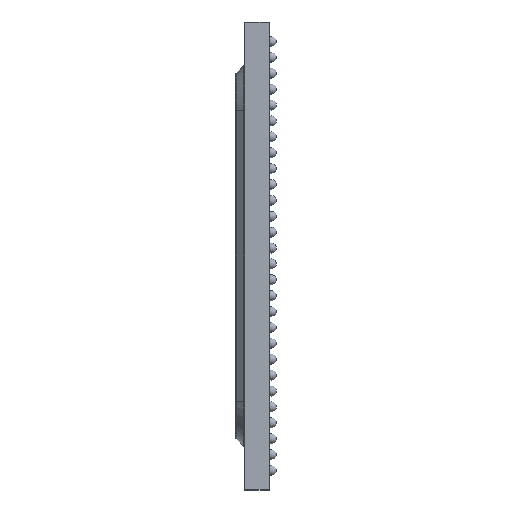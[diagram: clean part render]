
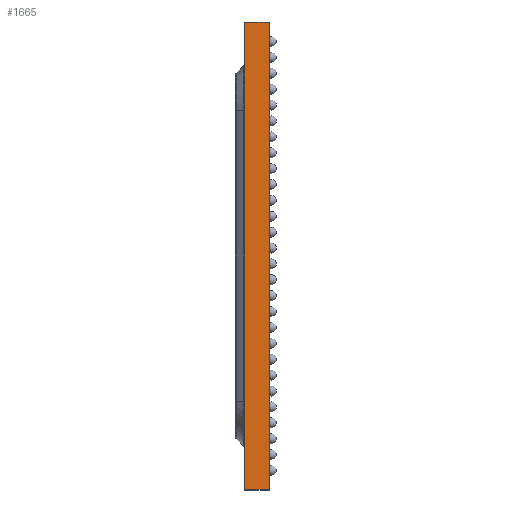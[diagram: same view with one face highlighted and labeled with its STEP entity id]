
A CAD part, left-side view. The second image highlights one B-rep face of the part: STEP entity #1665.
In plain terms, the highlighted planar face has unit normal (-1, 0, 0).
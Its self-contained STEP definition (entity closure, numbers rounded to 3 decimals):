
#209 = ORIENTED_EDGE ( 'NONE', *, *, #17247, .F. ) ;
#261 = EDGE_CURVE ( 'NONE', #14938, #4578, #10548, .T. ) ;
#487 = EDGE_LOOP ( 'NONE', ( #209, #14797, #12856, #20487 ) ) ;
#794 = VECTOR ( 'NONE', #17993, 1000. ) ;
#1665 = ADVANCED_FACE ( 'NONE', ( #20314 ), #15558, .F. ) ;
#2931 = EDGE_CURVE ( 'NONE', #5189, #11197, #8465, .T. ) ;
#3610 = CARTESIAN_POINT ( 'NONE',  ( -9.575, 1.01, -9.575 ) ) ;
#4578 = VERTEX_POINT ( 'NONE', #20473 ) ;
#5189 = VERTEX_POINT ( 'NONE', #3610 ) ;
#6192 = EDGE_CURVE ( 'NONE', #11197, #4578, #18605, .T. ) ;
#6610 = LINE ( 'NONE', #20019, #794 ) ;
#6831 = VECTOR ( 'NONE', #14712, 1000. ) ;
#7025 = CARTESIAN_POINT ( 'NONE',  ( -9.575, 1.01, 9.575 ) ) ;
#7593 = VECTOR ( 'NONE', #20663, 1000. ) ;
#7719 = DIRECTION ( 'NONE',  ( 0., 0., -1. ) ) ;
#8268 = CARTESIAN_POINT ( 'NONE',  ( -9.575, 1.38, -9.575 ) ) ;
#8465 = LINE ( 'NONE', #8268, #6831 ) ;
#9121 = CARTESIAN_POINT ( 'NONE',  ( -9.575, 0., 9.575 ) ) ;
#10548 = LINE ( 'NONE', #17215, #12222 ) ;
#11197 = VERTEX_POINT ( 'NONE', #16287 ) ;
#12222 = VECTOR ( 'NONE', #13981, 1000. ) ;
#12856 = ORIENTED_EDGE ( 'NONE', *, *, #6192, .T. ) ;
#13924 = CARTESIAN_POINT ( 'NONE',  ( -9.575, 1.38, 9.575 ) ) ;
#13981 = DIRECTION ( 'NONE',  ( 0., -1., 0. ) ) ;
#14256 = DIRECTION ( 'NONE',  ( 1., 0., 0. ) ) ;
#14712 = DIRECTION ( 'NONE',  ( 0., -1., 0. ) ) ;
#14797 = ORIENTED_EDGE ( 'NONE', *, *, #2931, .T. ) ;
#14938 = VERTEX_POINT ( 'NONE', #7025 ) ;
#15558 = PLANE ( 'NONE',  #17763 ) ;
#16287 = CARTESIAN_POINT ( 'NONE',  ( -9.575, 0., -9.575 ) ) ;
#17215 = CARTESIAN_POINT ( 'NONE',  ( -9.575, 1.38, 9.575 ) ) ;
#17247 = EDGE_CURVE ( 'NONE', #5189, #14938, #6610, .T. ) ;
#17763 = AXIS2_PLACEMENT_3D ( 'NONE', #13924, #14256, #7719 ) ;
#17993 = DIRECTION ( 'NONE',  ( 0., 0., 1. ) ) ;
#18605 = LINE ( 'NONE', #9121, #7593 ) ;
#20019 = CARTESIAN_POINT ( 'NONE',  ( -9.575, 1.01, 9.575 ) ) ;
#20314 = FACE_OUTER_BOUND ( 'NONE', #487, .T. ) ;
#20473 = CARTESIAN_POINT ( 'NONE',  ( -9.575, 0., 9.575 ) ) ;
#20487 = ORIENTED_EDGE ( 'NONE', *, *, #261, .F. ) ;
#20663 = DIRECTION ( 'NONE',  ( 0., 0., 1. ) ) ;
